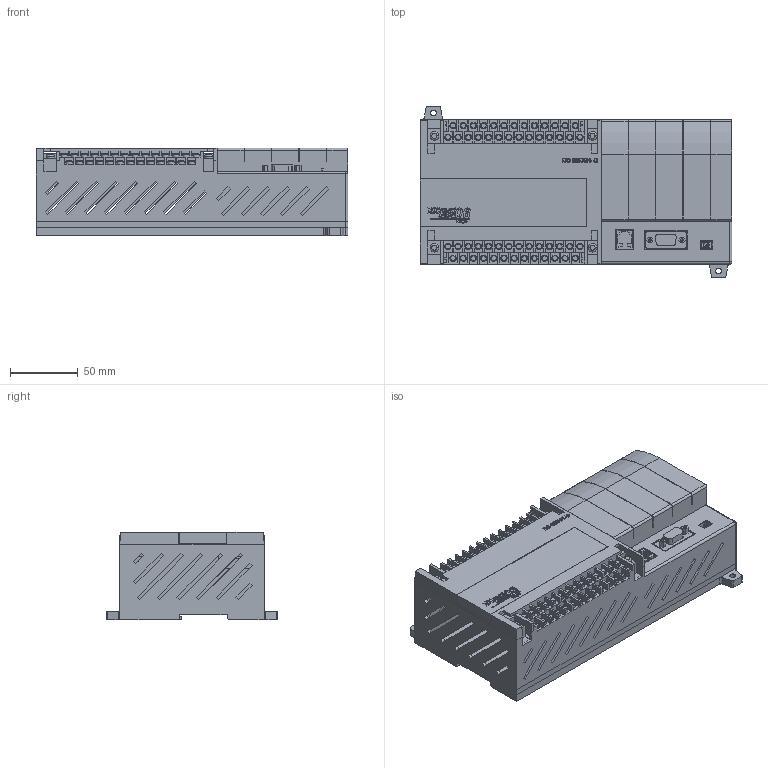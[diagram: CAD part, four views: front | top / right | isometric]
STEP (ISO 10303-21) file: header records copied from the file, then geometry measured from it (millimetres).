
FILE_DESCRIPTION (( 'STEP AP214' ), '1' );
FILE_NAME ('D0-06DD1-D.STEP', '2011-01-28T14:06:40', ( '.ADC' ), ( 'ADC' ), 'SwSTEP 2.0', 'SolidWorks 2009', '' );
FILE_SCHEMA (( 'AUTOMOTIVE_DESIGN' ));
Length unit declared in the file: inch
Products named in the file (1): D0-06DD1-D
Bounding box: 230.89 x 127.11 x 65.15 mm (x, y, z)
Volume: 262229.5 mm3; surface area: 199373.8 mm2
Topology: 1 solids, 5 shells, 1455 faces, 3888 edges, 2524 vertices
Faces by surface type: plane 939, bspline 194, cylinder 189, torus 118, cone 14, sphere 1
Entity records: 72530 total; most frequent: CARTESIAN_POINT 18932, ORIENTED_EDGE 7750, DIRECTION 6612, EDGE_CURVE 3875, VECTOR 2860, LINE 2860, VERTEX_POINT 2524, AXIS2_PLACEMENT_3D 1876
